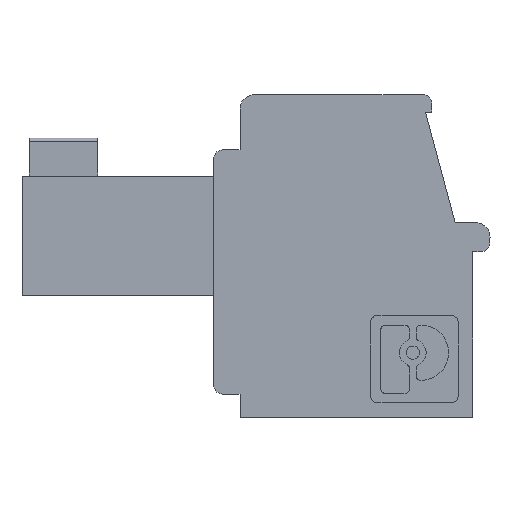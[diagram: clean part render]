
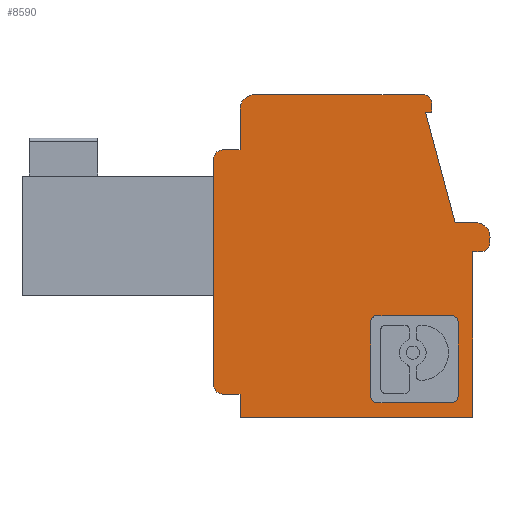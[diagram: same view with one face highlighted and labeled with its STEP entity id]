
A CAD part, left-side view. The second image highlights one B-rep face of the part: STEP entity #8590.
In plain terms, the highlighted face is planar.
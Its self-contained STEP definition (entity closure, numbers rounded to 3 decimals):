
#2260=CARTESIAN_POINT('',(43.111,40.482,
77.855));
#2270=VERTEX_POINT('',#2260);
#2320=CARTESIAN_POINT('',(43.111,39.982,
77.855));
#2330=DIRECTION('',(0.,0.,1.));
#2340=DIRECTION('',(1.,0.,0.));
#2350=AXIS2_PLACEMENT_3D('',#2320,#2330,#2340);
#2360=CIRCLE('',#2350,0.5);
#2370=CARTESIAN_POINT('',(42.611,39.982,
77.855));
#2380=VERTEX_POINT('',#2370);
#2390=EDGE_CURVE('',#2270,#2380,#2360,.T.);
#4140=CARTESIAN_POINT('',(48.911,40.482,
77.855));
#4150=VERTEX_POINT('',#4140);
#4180=CARTESIAN_POINT('',(0.,40.482,77.855));
#4190=DIRECTION('',(-1.,0.,0.));
#4200=VECTOR('',#4190,1.);
#4210=LINE('',#4180,#4200);
#4220=EDGE_CURVE('',#4150,#2270,#4210,.T.);
#4830=CARTESIAN_POINT('',(42.011,38.582,
77.855));
#4840=VERTEX_POINT('',#4830);
#4870=CARTESIAN_POINT('',(42.011,38.282,
77.855));
#4880=DIRECTION('',(0.,0.,1.));
#4890=DIRECTION('',(1.,0.,0.));
#4900=AXIS2_PLACEMENT_3D('',#4870,#4880,#4890);
#4910=CIRCLE('',#4900,0.3);
#4920=CARTESIAN_POINT('',(41.711,38.282,
77.855));
#4930=VERTEX_POINT('',#4920);
#4940=EDGE_CURVE('',#4840,#4930,#4910,.T.);
#5170=CARTESIAN_POINT('',(59.679,0.,77.855));
#5180=DIRECTION('',(-0.259,0.966,0.));
#5190=VECTOR('',#5180,1.);
#5200=LINE('',#5170,#5190);
#5210=CARTESIAN_POINT('',(50.011,36.082,
77.855));
#5220=VERTEX_POINT('',#5210);
#5230=CARTESIAN_POINT('',(48.993,39.882,
77.855));
#5240=VERTEX_POINT('',#5230);
#5250=EDGE_CURVE('',#5220,#5240,#5200,.T.);
#5760=CARTESIAN_POINT('',(50.711,36.082,
77.855));
#5770=VERTEX_POINT('',#5760);
#5800=CARTESIAN_POINT('',(0.,36.082,77.855));
#5810=DIRECTION('',(-1.,0.,0.));
#5820=VECTOR('',#5810,1.);
#5830=LINE('',#5800,#5820);
#5840=EDGE_CURVE('',#5770,#5220,#5830,.T.);
#6160=CARTESIAN_POINT('',(49.211,39.882,
77.855));
#6170=VERTEX_POINT('',#6160);
#6200=CARTESIAN_POINT('',(49.211,0.,77.855));
#6210=DIRECTION('',(0.,1.,0.));
#6220=VECTOR('',#6210,1.);
#6230=LINE('',#6200,#6220);
#6240=CARTESIAN_POINT('',(49.211,40.182,
77.855));
#6250=VERTEX_POINT('',#6240);
#6260=EDGE_CURVE('',#6170,#6250,#6230,.T.);
#6490=CARTESIAN_POINT('',(0.,39.882,77.855));
#6500=DIRECTION('',(1.,0.,0.));
#6510=VECTOR('',#6500,1.);
#6520=LINE('',#6490,#6510);
#6530=EDGE_CURVE('',#5240,#6170,#6520,.T.);
#6730=CARTESIAN_POINT('',(47.956,-12.979,
77.855));
#6740=DIRECTION('',(0.,0.,1.));
#6750=DIRECTION('',(1.,0.,0.));
#6760=AXIS2_PLACEMENT_3D('',#6730,#6740,#6750);
#6770=PLANE('',#6760);
#6780=CARTESIAN_POINT('',(50.611,0.,77.855));
#6790=DIRECTION('',(0.,1.,0.));
#6800=VECTOR('',#6790,1.);
#6810=LINE('',#6780,#6800);
#6820=CARTESIAN_POINT('',(50.611,29.382,
77.855));
#6830=VERTEX_POINT('',#6820);
#6840=CARTESIAN_POINT('',(50.611,35.082,
77.855));
#6850=VERTEX_POINT('',#6840);
#6860=EDGE_CURVE('',#6830,#6850,#6810,.T.);
#6870=ORIENTED_EDGE('',*,*,#6860,.T.);
#6880=CARTESIAN_POINT('',(0.,29.382,77.855));
#6890=DIRECTION('',(1.,0.,0.));
#6900=VECTOR('',#6890,1.);
#6910=LINE('',#6880,#6900);
#6920=CARTESIAN_POINT('',(42.611,29.382,
77.855));
#6930=VERTEX_POINT('',#6920);
#6940=EDGE_CURVE('',#6930,#6830,#6910,.T.);
#6950=ORIENTED_EDGE('',*,*,#6940,.T.);
#6960=CARTESIAN_POINT('',(42.611,0.,77.855));
#6970=DIRECTION('',(0.,-1.,0.));
#6980=VECTOR('',#6970,1.);
#6990=LINE('',#6960,#6980);
#7000=CARTESIAN_POINT('',(42.611,30.182,
77.855));
#7010=VERTEX_POINT('',#7000);
#7020=EDGE_CURVE('',#7010,#6930,#6990,.T.);
#7030=ORIENTED_EDGE('',*,*,#7020,.T.);
#7040=CARTESIAN_POINT('',(0.,30.182,77.855));
#7050=DIRECTION('',(1.,0.,0.));
#7060=VECTOR('',#7050,1.);
#7070=LINE('',#7040,#7060);
#7080=CARTESIAN_POINT('',(42.011,30.182,
77.855));
#7090=VERTEX_POINT('',#7080);
#7100=EDGE_CURVE('',#7090,#7010,#7070,.T.);
#7110=ORIENTED_EDGE('',*,*,#7100,.T.);
#7120=CARTESIAN_POINT('',(42.011,30.482,
77.855));
#7130=DIRECTION('',(0.,0.,1.));
#7140=DIRECTION('',(1.,0.,0.));
#7150=AXIS2_PLACEMENT_3D('',#7120,#7130,#7140);
#7160=CIRCLE('',#7150,0.3);
#7170=CARTESIAN_POINT('',(41.711,30.482,
77.855));
#7180=VERTEX_POINT('',#7170);
#7190=EDGE_CURVE('',#7180,#7090,#7160,.T.);
#7200=ORIENTED_EDGE('',*,*,#7190,.T.);
#7210=CARTESIAN_POINT('',(41.711,0.,77.855));
#7220=DIRECTION('',(0.,-1.,0.));
#7230=VECTOR('',#7220,1.);
#7240=LINE('',#7210,#7230);
#7250=EDGE_CURVE('',#4930,#7180,#7240,.T.);
#7260=ORIENTED_EDGE('',*,*,#7250,.T.);
#7270=ORIENTED_EDGE('',*,*,#4940,.T.);
#7280=CARTESIAN_POINT('',(0.,38.582,77.855));
#7290=DIRECTION('',(-1.,0.,0.));
#7300=VECTOR('',#7290,1.);
#7310=LINE('',#7280,#7300);
#7320=CARTESIAN_POINT('',(42.611,38.582,
77.855));
#7330=VERTEX_POINT('',#7320);
#7340=EDGE_CURVE('',#7330,#4840,#7310,.T.);
#7350=ORIENTED_EDGE('',*,*,#7340,.T.);
#7360=CARTESIAN_POINT('',(42.611,0.,77.855));
#7370=DIRECTION('',(0.,-1.,0.));
#7380=VECTOR('',#7370,1.);
#7390=LINE('',#7360,#7380);
#7400=EDGE_CURVE('',#2380,#7330,#7390,.T.);
#7410=ORIENTED_EDGE('',*,*,#7400,.T.);
#7420=ORIENTED_EDGE('',*,*,#2390,.T.);
#7430=ORIENTED_EDGE('',*,*,#4220,.T.);
#7440=CARTESIAN_POINT('',(48.911,40.182,
77.855));
#7450=DIRECTION('',(0.,0.,1.));
#7460=DIRECTION('',(1.,0.,0.));
#7470=AXIS2_PLACEMENT_3D('',#7440,#7450,#7460);
#7480=CIRCLE('',#7470,0.3);
#7490=EDGE_CURVE('',#6250,#4150,#7480,.T.);
#7500=ORIENTED_EDGE('',*,*,#7490,.T.);
#7510=ORIENTED_EDGE('',*,*,#6260,.T.);
#7520=ORIENTED_EDGE('',*,*,#6530,.T.);
#7530=ORIENTED_EDGE('',*,*,#5250,.T.);
#7540=ORIENTED_EDGE('',*,*,#5840,.T.);
#7550=CARTESIAN_POINT('',(50.711,35.582,
77.855));
#7560=DIRECTION('',(0.,0.,1.));
#7570=DIRECTION('',(1.,0.,0.));
#7580=AXIS2_PLACEMENT_3D('',#7550,#7560,#7570);
#7590=CIRCLE('',#7580,0.5);
#7600=CARTESIAN_POINT('',(51.211,35.582,
77.855));
#7610=VERTEX_POINT('',#7600);
#7620=EDGE_CURVE('',#7610,#5770,#7590,.T.);
#7630=ORIENTED_EDGE('',*,*,#7620,.T.);
#7640=CARTESIAN_POINT('',(51.211,0.,77.855));
#7650=DIRECTION('',(0.,1.,0.));
#7660=VECTOR('',#7650,1.);
#7670=LINE('',#7640,#7660);
#7680=CARTESIAN_POINT('',(51.211,35.382,
77.855));
#7690=VERTEX_POINT('',#7680);
#7700=EDGE_CURVE('',#7690,#7610,#7670,.T.);
#7710=ORIENTED_EDGE('',*,*,#7700,.T.);
#7720=CARTESIAN_POINT('',(50.911,35.382,
77.855));
#7730=DIRECTION('',(0.,0.,1.));
#7740=DIRECTION('',(1.,0.,0.));
#7750=AXIS2_PLACEMENT_3D('',#7720,#7730,#7740);
#7760=CIRCLE('',#7750,0.3);
#7770=CARTESIAN_POINT('',(50.911,35.082,
77.855));
#7780=VERTEX_POINT('',#7770);
#7790=EDGE_CURVE('',#7780,#7690,#7760,.T.);
#7800=ORIENTED_EDGE('',*,*,#7790,.T.);
#7810=CARTESIAN_POINT('',(0.,35.082,77.855));
#7820=DIRECTION('',(-1.,0.,0.));
#7830=VECTOR('',#7820,1.);
#7840=LINE('',#7810,#7830);
#7850=EDGE_CURVE('',#7780,#6850,#7840,.T.);
#7860=ORIENTED_EDGE('',*,*,#7850,.F.);
#7870=EDGE_LOOP('',(#7860,#7800,#7710,#7630,#7540,#7530,#7520,#7510,
#7500,#7430,#7420,#7410,#7350,#7270,#7260,#7200,#7110,#7030,#6950,#6870)
);
#7880=FACE_OUTER_BOUND('',#7870,.T.);
#7890=CARTESIAN_POINT('',(49.9,32.671,
77.855));
#7900=DIRECTION('',(0.,0.,1.));
#7910=DIRECTION('',(1.,0.,0.));
#7920=AXIS2_PLACEMENT_3D('',#7890,#7900,#7910);
#7930=CIRCLE('',#7920,0.211);
#7940=CARTESIAN_POINT('',(50.111,32.671,
77.855));
#7950=VERTEX_POINT('',#7940);
#7960=CARTESIAN_POINT('',(49.9,32.882,
77.855));
#7970=VERTEX_POINT('',#7960);
#7980=EDGE_CURVE('',#7950,#7970,#7930,.T.);
#7990=ORIENTED_EDGE('',*,*,#7980,.F.);
#8000=CARTESIAN_POINT('',(0.,32.882,77.855));
#8010=DIRECTION('',(-1.,0.,0.));
#8020=VECTOR('',#8010,1.);
#8030=LINE('',#8000,#8020);
#8040=CARTESIAN_POINT('',(47.322,32.882,
77.855));
#8050=VERTEX_POINT('',#8040);
#8060=EDGE_CURVE('',#7970,#8050,#8030,.T.);
#8070=ORIENTED_EDGE('',*,*,#8060,.F.);
#8080=CARTESIAN_POINT('',(47.322,32.671,
77.855));
#8090=DIRECTION('',(0.,0.,1.));
#8100=DIRECTION('',(1.,0.,0.));
#8110=AXIS2_PLACEMENT_3D('',#8080,#8090,#8100);
#8120=CIRCLE('',#8110,0.211);
#8130=CARTESIAN_POINT('',(47.111,32.671,
77.855));
#8140=VERTEX_POINT('',#8130);
#8150=EDGE_CURVE('',#8050,#8140,#8120,.T.);
#8160=ORIENTED_EDGE('',*,*,#8150,.F.);
#8170=CARTESIAN_POINT('',(47.111,0.,77.855));
#8180=DIRECTION('',(0.,-1.,0.));
#8190=VECTOR('',#8180,1.);
#8200=LINE('',#8170,#8190);
#8210=CARTESIAN_POINT('',(47.111,30.093,
77.855));
#8220=VERTEX_POINT('',#8210);
#8230=EDGE_CURVE('',#8140,#8220,#8200,.T.);
#8240=ORIENTED_EDGE('',*,*,#8230,.F.);
#8250=CARTESIAN_POINT('',(47.322,30.093,
77.855));
#8260=DIRECTION('',(0.,0.,1.));
#8270=DIRECTION('',(1.,0.,0.));
#8280=AXIS2_PLACEMENT_3D('',#8250,#8260,#8270);
#8290=CIRCLE('',#8280,0.211);
#8300=CARTESIAN_POINT('',(47.322,29.882,
77.855));
#8310=VERTEX_POINT('',#8300);
#8320=EDGE_CURVE('',#8220,#8310,#8290,.T.);
#8330=ORIENTED_EDGE('',*,*,#8320,.F.);
#8340=CARTESIAN_POINT('',(0.,29.882,77.855));
#8350=DIRECTION('',(-1.,0.,0.));
#8360=VECTOR('',#8350,1.);
#8370=LINE('',#8340,#8360);
#8380=CARTESIAN_POINT('',(49.9,29.882,
77.855));
#8390=VERTEX_POINT('',#8380);
#8400=EDGE_CURVE('',#8390,#8310,#8370,.T.);
#8410=ORIENTED_EDGE('',*,*,#8400,.T.);
#8420=CARTESIAN_POINT('',(49.9,30.093,
77.855));
#8430=DIRECTION('',(0.,0.,1.));
#8440=DIRECTION('',(1.,0.,0.));
#8450=AXIS2_PLACEMENT_3D('',#8420,#8430,#8440);
#8460=CIRCLE('',#8450,0.211);
#8470=CARTESIAN_POINT('',(50.111,30.093,
77.855));
#8480=VERTEX_POINT('',#8470);
#8490=EDGE_CURVE('',#8390,#8480,#8460,.T.);
#8500=ORIENTED_EDGE('',*,*,#8490,.F.);
#8510=CARTESIAN_POINT('',(50.111,0.,77.855));
#8520=DIRECTION('',(0.,-1.,0.));
#8530=VECTOR('',#8520,1.);
#8540=LINE('',#8510,#8530);
#8550=EDGE_CURVE('',#7950,#8480,#8540,.T.);
#8560=ORIENTED_EDGE('',*,*,#8550,.T.);
#8570=EDGE_LOOP('',(#8560,#8500,#8410,#8330,#8240,#8160,#8070,#7990));
#8580=FACE_BOUND('',#8570,.T.);
#8590=ADVANCED_FACE('',(#7880,#8580),#6770,.T.);
